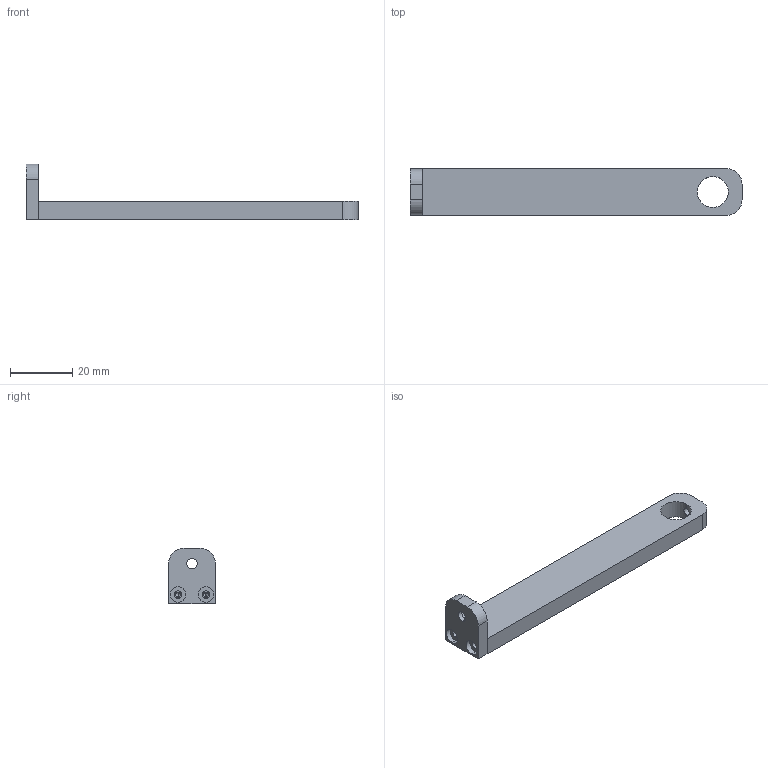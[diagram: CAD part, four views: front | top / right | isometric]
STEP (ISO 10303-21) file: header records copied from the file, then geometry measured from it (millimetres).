
FILE_DESCRIPTION (( 'STEP AP203' ), '1' );
FILE_NAME ('TracageReflet.STEP', '2018-01-24T17:33:57', ( 'Utilisateur' ), ( '' ), 'SwSTEP 2.0', 'SolidWorks 2018', '' );
FILE_SCHEMA (( 'CONFIG_CONTROL_DESIGN' ));
Length unit declared in the file: millimetre
Products named in the file (5): Pièce2; TracageReflet; Pièce1
Assembly tree (2 placements, depth 2):
  Pièce2
  TracageReflet
    Pièce1
    Pièce2
  Pièce1
Bounding box: 107 x 15 x 18 mm (x, y, z)
Volume: 9517.4 mm3; surface area: 5502.2 mm2
Topology: 2 solids, 2 shells, 43 faces, 105 edges, 66 vertices
Faces by surface type: cylinder 24, plane 15, cone 4
Entity records: 1762 total; most frequent: CARTESIAN_POINT 256, DIRECTION 243, ORIENTED_EDGE 202, EDGE_CURVE 101, AXIS2_PLACEMENT_3D 95, VERTEX_POINT 66, EDGE_LOOP 57, VECTOR 53
